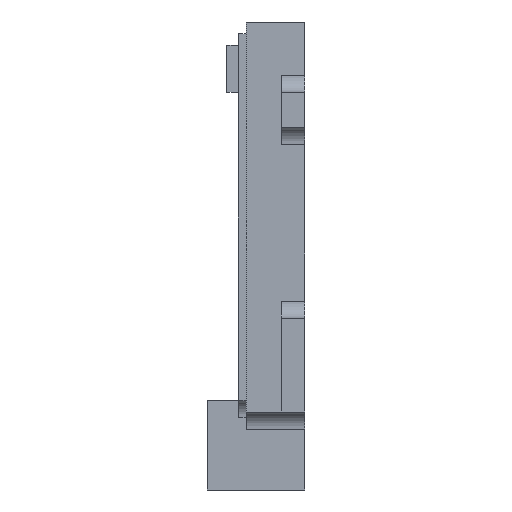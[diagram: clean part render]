
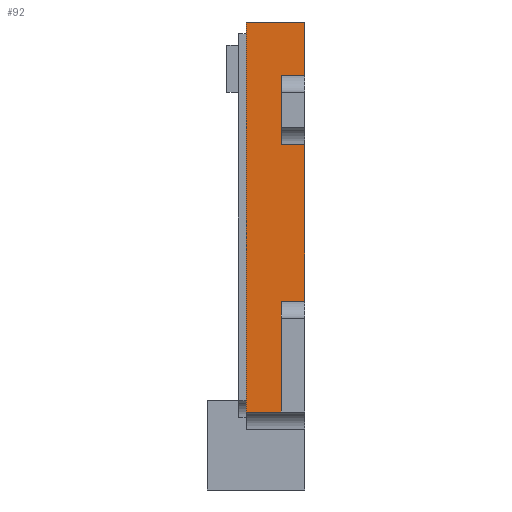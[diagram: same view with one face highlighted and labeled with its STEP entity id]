
A CAD part, left-side view. The second image highlights one B-rep face of the part: STEP entity #92.
In plain terms, the highlighted planar face has unit normal (-1, 0, 0).
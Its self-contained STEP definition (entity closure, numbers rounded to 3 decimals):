
#9 = EDGE_CURVE ( 'NONE', #987, #2807, #3476, .T. ) ;
#92 = ADVANCED_FACE ( 'NONE', ( #3660 ), #5946, .T. ) ;
#112 = EDGE_CURVE ( 'NONE', #1750, #6028, #4189, .T. ) ;
#154 = DIRECTION ( 'NONE',  ( 0., 1., 0. ) ) ;
#174 = CARTESIAN_POINT ( 'NONE',  ( 0., 7.5, 0. ) ) ;
#232 = VERTEX_POINT ( 'NONE', #3769 ) ;
#343 = ORIENTED_EDGE ( 'NONE', *, *, #6580, .T. ) ;
#364 = CARTESIAN_POINT ( 'NONE',  ( 0., 8.5, 0. ) ) ;
#382 = LINE ( 'NONE', #7206, #1492 ) ;
#431 = VECTOR ( 'NONE', #638, 1000. ) ;
#463 = ORIENTED_EDGE ( 'NONE', *, *, #6317, .F. ) ;
#472 = VERTEX_POINT ( 'NONE', #5740 ) ;
#625 = EDGE_CURVE ( 'NONE', #6028, #6072, #6664, .T. ) ;
#635 = EDGE_CURVE ( 'NONE', #232, #3509, #7340, .T. ) ;
#638 = DIRECTION ( 'NONE',  ( 0., -1., 0. ) ) ;
#881 = ORIENTED_EDGE ( 'NONE', *, *, #4049, .F. ) ;
#984 = CARTESIAN_POINT ( 'NONE',  ( 0., 0., 0. ) ) ;
#987 = VERTEX_POINT ( 'NONE', #5496 ) ;
#1111 = ORIENTED_EDGE ( 'NONE', *, *, #112, .F. ) ;
#1483 = VERTEX_POINT ( 'NONE', #4804 ) ;
#1492 = VECTOR ( 'NONE', #7242, 1000. ) ;
#1568 = DIRECTION ( 'NONE',  ( 0., -1., 0. ) ) ;
#1633 = EDGE_CURVE ( 'NONE', #6072, #3509, #6314, .T. ) ;
#1695 = VECTOR ( 'NONE', #4506, 1000. ) ;
#1750 = VERTEX_POINT ( 'NONE', #3614 ) ;
#1818 = DIRECTION ( 'NONE',  ( 0., 0., -1. ) ) ;
#1827 = EDGE_CURVE ( 'NONE', #6962, #2807, #4956, .T. ) ;
#1855 = CARTESIAN_POINT ( 'NONE',  ( 0., 0., -35.8 ) ) ;
#1867 = DIRECTION ( 'NONE',  ( -1., 0., 0. ) ) ;
#2049 = VECTOR ( 'NONE', #1818, 1000. ) ;
#2464 = DIRECTION ( 'NONE',  ( 0., 0., 1. ) ) ;
#2496 = CARTESIAN_POINT ( 'NONE',  ( 0., 0., -15.7 ) ) ;
#2794 = CARTESIAN_POINT ( 'NONE',  ( 0., 7.5, 0. ) ) ;
#2807 = VERTEX_POINT ( 'NONE', #1855 ) ;
#2815 = ORIENTED_EDGE ( 'NONE', *, *, #9, .T. ) ;
#2844 = VECTOR ( 'NONE', #6101, 1000. ) ;
#2955 = DIRECTION ( 'NONE',  ( 0., 0., 1. ) ) ;
#2978 = LINE ( 'NONE', #4665, #4314 ) ;
#3033 = CARTESIAN_POINT ( 'NONE',  ( 0., 8.5, 0. ) ) ;
#3170 = VECTOR ( 'NONE', #154, 1000. ) ;
#3476 = LINE ( 'NONE', #6776, #431 ) ;
#3495 = VECTOR ( 'NONE', #6551, 1000. ) ;
#3509 = VERTEX_POINT ( 'NONE', #5145 ) ;
#3614 = CARTESIAN_POINT ( 'NONE',  ( 0., 7.5, -50. ) ) ;
#3660 = FACE_OUTER_BOUND ( 'NONE', #5623, .T. ) ;
#3769 = CARTESIAN_POINT ( 'NONE',  ( 0., 3., -6.8 ) ) ;
#3784 = AXIS2_PLACEMENT_3D ( 'NONE', #3033, #1867, #2955 ) ;
#3957 = ORIENTED_EDGE ( 'NONE', *, *, #1827, .F. ) ;
#4049 = EDGE_CURVE ( 'NONE', #987, #472, #4267, .T. ) ;
#4069 = CARTESIAN_POINT ( 'NONE',  ( 0., 0., 0. ) ) ;
#4177 = DIRECTION ( 'NONE',  ( 0., -1., 0. ) ) ;
#4189 = LINE ( 'NONE', #174, #7374 ) ;
#4209 = CARTESIAN_POINT ( 'NONE',  ( 0., 8.5, -15.7 ) ) ;
#4267 = LINE ( 'NONE', #7042, #3495 ) ;
#4314 = VECTOR ( 'NONE', #4177, 1000. ) ;
#4390 = ORIENTED_EDGE ( 'NONE', *, *, #635, .T. ) ;
#4506 = DIRECTION ( 'NONE',  ( 0., 0., -1. ) ) ;
#4512 = ORIENTED_EDGE ( 'NONE', *, *, #625, .F. ) ;
#4665 = CARTESIAN_POINT ( 'NONE',  ( 0., 8.5, -50. ) ) ;
#4762 = VECTOR ( 'NONE', #1568, 1000. ) ;
#4804 = CARTESIAN_POINT ( 'NONE',  ( 0., 3., -15.7 ) ) ;
#4830 = EDGE_CURVE ( 'NONE', #1750, #472, #2978, .T. ) ;
#4956 = LINE ( 'NONE', #984, #1695 ) ;
#5015 = CARTESIAN_POINT ( 'NONE',  ( 0., 8.5, -6.8 ) ) ;
#5145 = CARTESIAN_POINT ( 'NONE',  ( 0., 0., -6.8 ) ) ;
#5370 = LINE ( 'NONE', #4209, #3170 ) ;
#5407 = ORIENTED_EDGE ( 'NONE', *, *, #4830, .T. ) ;
#5496 = CARTESIAN_POINT ( 'NONE',  ( 0., 3., -35.8 ) ) ;
#5623 = EDGE_LOOP ( 'NONE', ( #463, #4390, #5923, #4512, #1111, #5407, #881, #2815, #3957, #343 ) ) ;
#5740 = CARTESIAN_POINT ( 'NONE',  ( 0., 3., -50. ) ) ;
#5923 = ORIENTED_EDGE ( 'NONE', *, *, #1633, .F. ) ;
#5946 = PLANE ( 'NONE',  #3784 ) ;
#6028 = VERTEX_POINT ( 'NONE', #2794 ) ;
#6072 = VERTEX_POINT ( 'NONE', #4069 ) ;
#6101 = DIRECTION ( 'NONE',  ( 0., -1., 0. ) ) ;
#6314 = LINE ( 'NONE', #6945, #2049 ) ;
#6317 = EDGE_CURVE ( 'NONE', #232, #1483, #382, .T. ) ;
#6551 = DIRECTION ( 'NONE',  ( 0., 0., -1. ) ) ;
#6580 = EDGE_CURVE ( 'NONE', #6962, #1483, #5370, .T. ) ;
#6664 = LINE ( 'NONE', #364, #2844 ) ;
#6776 = CARTESIAN_POINT ( 'NONE',  ( 0., 8.5, -35.8 ) ) ;
#6945 = CARTESIAN_POINT ( 'NONE',  ( 0., 0., 0. ) ) ;
#6962 = VERTEX_POINT ( 'NONE', #2496 ) ;
#7042 = CARTESIAN_POINT ( 'NONE',  ( 0., 3., -50. ) ) ;
#7206 = CARTESIAN_POINT ( 'NONE',  ( 0., 3., -9. ) ) ;
#7242 = DIRECTION ( 'NONE',  ( 0., 0., -1. ) ) ;
#7340 = LINE ( 'NONE', #5015, #4762 ) ;
#7374 = VECTOR ( 'NONE', #2464, 1000. ) ;
